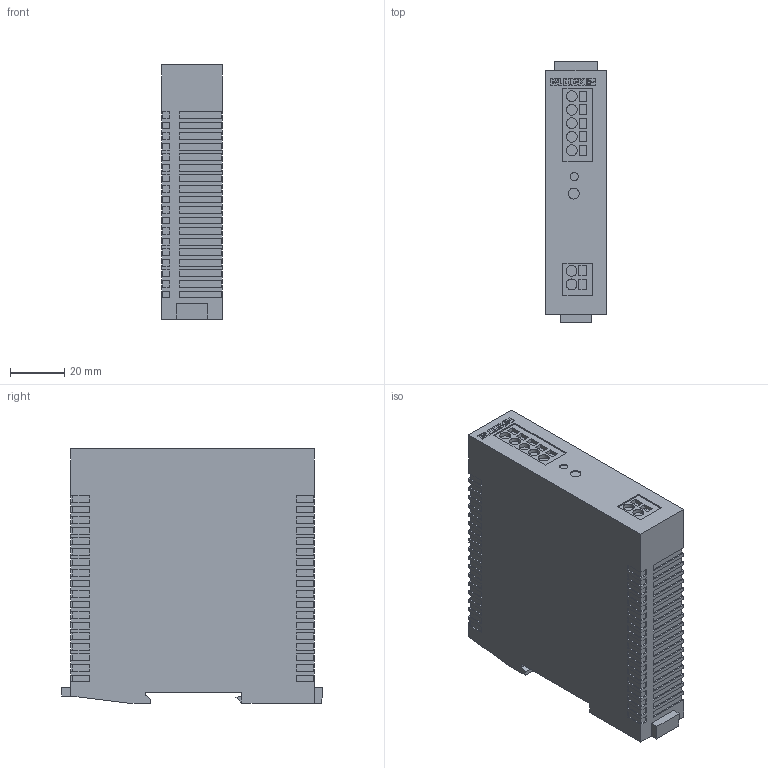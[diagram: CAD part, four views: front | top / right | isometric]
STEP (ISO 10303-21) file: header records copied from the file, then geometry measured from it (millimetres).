
FILE_DESCRIPTION (( 'STEP AP214' ), '1' );
FILE_NAME ('1118283.STEP', '2025-12-01T15:53:12', ( '' ), ( '' ), 'SwSTEP 2.0', 'SolidWorks 2022', '' );
FILE_SCHEMA (( 'AUTOMOTIVE_DESIGN' ));
Length unit declared in the file: millimetre
Products named in the file (1): 1118283
Bounding box: 22.5 x 96.5 x 94 mm (x, y, z)
Volume: 185147 mm3; surface area: 26800.9 mm2
Topology: 1 solids, 1 shells, 724 faces, 2074 edges, 1382 vertices
Faces by surface type: plane 704, cylinder 20
Entity records: 23216 total; most frequent: CARTESIAN_POINT 4181, ORIENTED_EDGE 4148, DIRECTION 3564, EDGE_CURVE 2074, VECTOR 2034, LINE 2034, VERTEX_POINT 1382, AXIS2_PLACEMENT_3D 765
